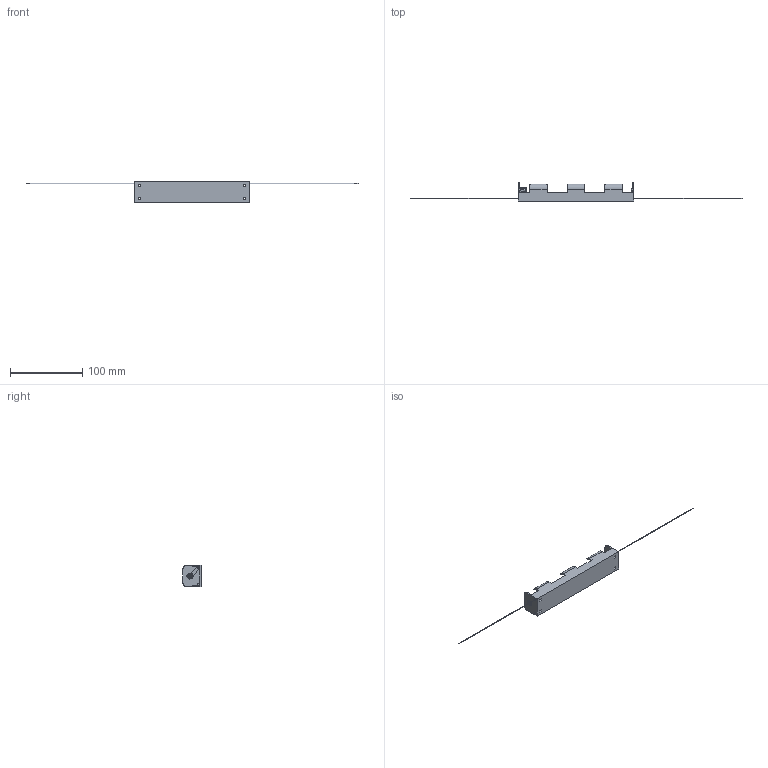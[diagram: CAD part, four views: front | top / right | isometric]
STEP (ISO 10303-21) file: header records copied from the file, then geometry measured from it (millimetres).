
FILE_DESCRIPTION (( 'STEP AP214' ), '1' );
FILE_NAME ('BH13CW.STEP', '2019-12-04T14:44:14', ( '' ), ( '' ), 'SwSTEP 2.0', 'SolidWorks 2017', '' );
FILE_SCHEMA (( 'AUTOMOTIVE_DESIGN' ));
Length unit declared in the file: millimetre
Products named in the file (1): BH13CW
Bounding box: 459.6 x 25 x 29.4 mm (x, y, z)
Volume: 19459.8 mm3; surface area: 25237.2 mm2
Topology: 7 solids, 7 shells, 223 faces, 574 edges, 375 vertices
Faces by surface type: plane 111, cylinder 82, torus 26, bspline 4
Entity records: 8860 total; most frequent: CARTESIAN_POINT 3197, DIRECTION 1175, ORIENTED_EDGE 1144, EDGE_CURVE 572, AXIS2_PLACEMENT_3D 425, VERTEX_POINT 374, LINE 325, VECTOR 325
